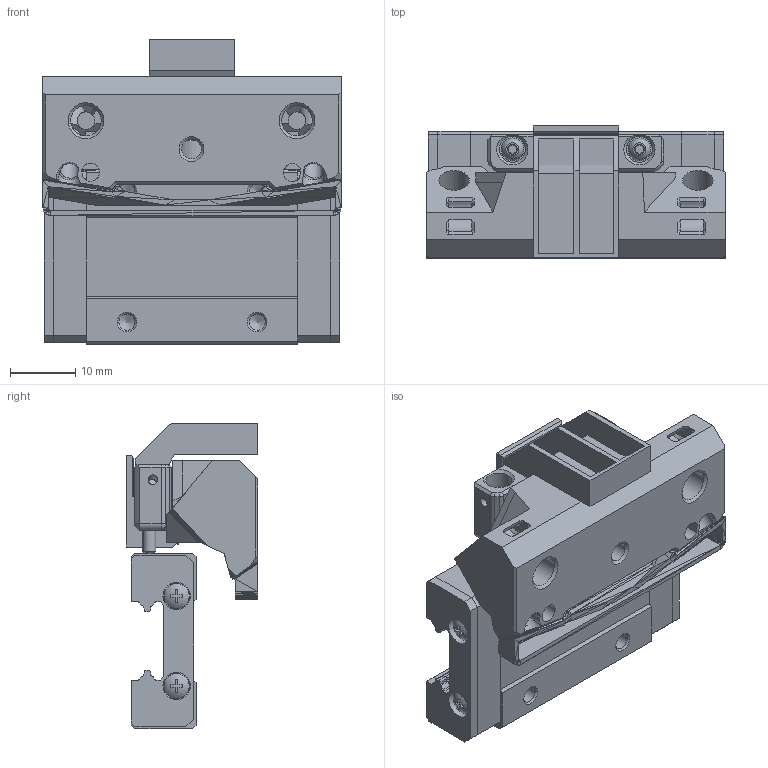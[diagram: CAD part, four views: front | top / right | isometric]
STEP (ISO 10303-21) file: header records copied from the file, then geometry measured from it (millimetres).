
FILE_DESCRIPTION(/* description */ (''),/* implementation_level */ '2;1');
FILE_NAME(/* name */ 'Unklicky_TAP_slim_v2.step',/* time_stamp */ '2022-11-28T22:27:43Z',/* author */ (''),/* organization */ (''),/* preprocessor_version */ 'ST-DEVELOPER v19.2',/* originating_system */ 'Autodesk Translation Framework v11.17.0.187',/* authorisation */ '');
FILE_SCHEMA (('AUTOMOTIVE_DESIGN { 1 0 10303 214 3 1 1 }'));
Length unit declared in the file: millimetre
Products named in the file (17): UnklickyTAP slim; Unklicky_TAP_Body_slim; Magnets 6x3 x2 (2); Unklicky_TAP_pin_slim; Extras v11 (2); Magnet; M2x10 Self-tapping Screw (14) (1); MGN12H v2; PRODUCT_NAME_1; PRODUCT_NAME_6; PRODUCT_NAME_5; PRODUCT_NAME_7; PRODUCT_NAME_4; PRODUCT_NAME_8; PRODUCT_NAME_3; PRODUCT_NAME_2; PRODUCT_NAME_9
Assembly tree (16 placements, depth 4):
  UnklickyTAP slim
    Unklicky_TAP_Body_slim
      Magnets 6x3 x2 (2)
    Unklicky_TAP_pin_slim
      Extras v11 (2)
        Magnet
        M2x10 Self-tapping Screw (14) (1)
    MGN12H v2
      PRODUCT_NAME_1
      PRODUCT_NAME_6
      PRODUCT_NAME_5
      PRODUCT_NAME_7
      PRODUCT_NAME_4
      PRODUCT_NAME_8
      PRODUCT_NAME_3
      PRODUCT_NAME_2
      PRODUCT_NAME_9
Bounding box: 45.8 x 20.24 x 46.96 mm (x, y, z)
Volume: 18235.1 mm3; surface area: 14397.1 mm2
Topology: 17 solids, 17 shells, 1267 faces, 2735 edges, 1519 vertices
Faces by surface type: plane 974, cylinder 173, cone 62, bspline 44, sphere 12, torus 2
Full cylindrical faces by diameter (mm): 1.4 x2, 1.7 x2, 2 x3, 2.459 x8, 2.7 x2, 3 x3, 3.5 x2, 4 x2, 4.2 x8, 4.7 x4, 6 x2
Entity records: 35304 total; most frequent: CARTESIAN_POINT 7798, DIRECTION 5584, ORIENTED_EDGE 5462, EDGE_CURVE 2731, LINE 2088, VECTOR 2088, AXIS2_PLACEMENT_3D 1748, VERTEX_POINT 1519
